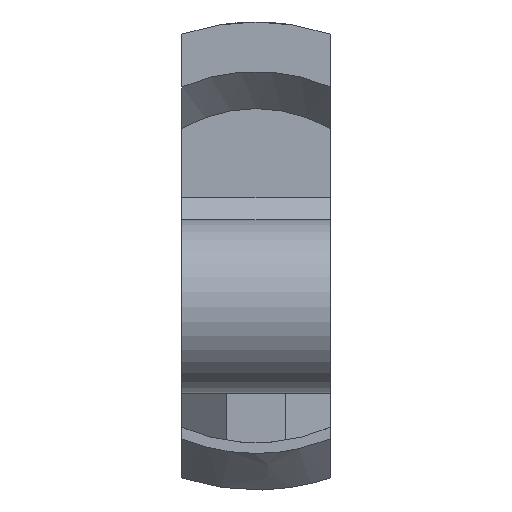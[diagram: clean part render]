
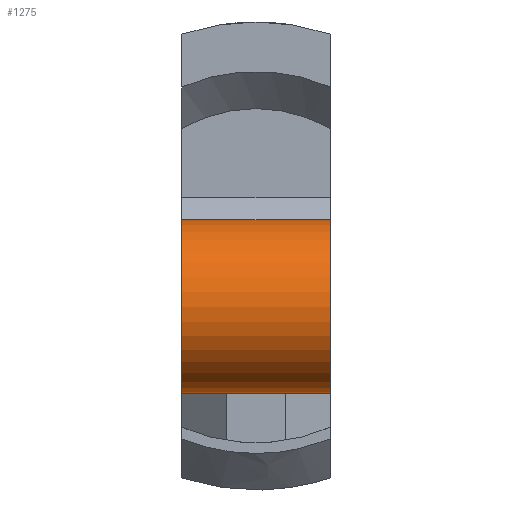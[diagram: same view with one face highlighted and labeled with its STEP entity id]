
A CAD part, front view. The second image highlights one B-rep face of the part: STEP entity #1275.
In plain terms, the highlighted cylindrical face has radius 7 mm (diameter 14 mm), a partial arc.
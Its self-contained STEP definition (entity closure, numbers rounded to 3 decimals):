
#18=CYLINDRICAL_SURFACE('',#1369,7.);
#91=CIRCLE('',#1330,7.);
#103=CIRCLE('',#1356,7.);
#160=FACE_OUTER_BOUND('',#237,.T.);
#237=EDGE_LOOP('',(#1050,#1051,#1052,#1053));
#290=LINE('',#1740,#407);
#360=LINE('',#3041,#477);
#407=VECTOR('',#1438,10.);
#477=VECTOR('',#1588,10.);
#524=VERTEX_POINT('',#1737);
#525=VERTEX_POINT('',#1739);
#542=VERTEX_POINT('',#1840);
#592=VERTEX_POINT('',#2855);
#651=EDGE_CURVE('',#525,#524,#290,.T.);
#670=EDGE_CURVE('',#542,#524,#91,.T.);
#736=EDGE_CURVE('',#525,#592,#103,.T.);
#773=EDGE_CURVE('',#542,#592,#360,.T.);
#1050=ORIENTED_EDGE('',*,*,#651,.T.);
#1051=ORIENTED_EDGE('',*,*,#670,.F.);
#1052=ORIENTED_EDGE('',*,*,#773,.T.);
#1053=ORIENTED_EDGE('',*,*,#736,.F.);
#1275=ADVANCED_FACE('',(#160),#18,.T.);
#1330=AXIS2_PLACEMENT_3D('',#1842,#1453,#1454);
#1356=AXIS2_PLACEMENT_3D('',#2856,#1535,#1536);
#1369=AXIS2_PLACEMENT_3D('',#3596,#1592,#1593);
#1438=DIRECTION('',(1.,0.,0.));
#1453=DIRECTION('center_axis',(1.,0.,0.));
#1454=DIRECTION('ref_axis',(0.,1.,0.));
#1535=DIRECTION('center_axis',(-1.,0.,0.));
#1536=DIRECTION('ref_axis',(0.,1.,0.));
#1588=DIRECTION('',(-1.,0.,0.));
#1592=DIRECTION('center_axis',(1.,0.,0.));
#1593=DIRECTION('ref_axis',(0.,-1.,0.));
#1737=CARTESIAN_POINT('',(141.,-12.,-7.));
#1739=CARTESIAN_POINT('',(129.,-12.,-7.));
#1740=CARTESIAN_POINT('',(135.,-12.,-7.));
#1840=CARTESIAN_POINT('',(141.,-12.,7.));
#1842=CARTESIAN_POINT('Origin',(141.,-12.,0.));
#2855=CARTESIAN_POINT('',(129.,-12.,7.));
#2856=CARTESIAN_POINT('Origin',(129.,-12.,0.));
#3041=CARTESIAN_POINT('',(135.,-12.,7.));
#3596=CARTESIAN_POINT('Origin',(135.,-12.,0.));
